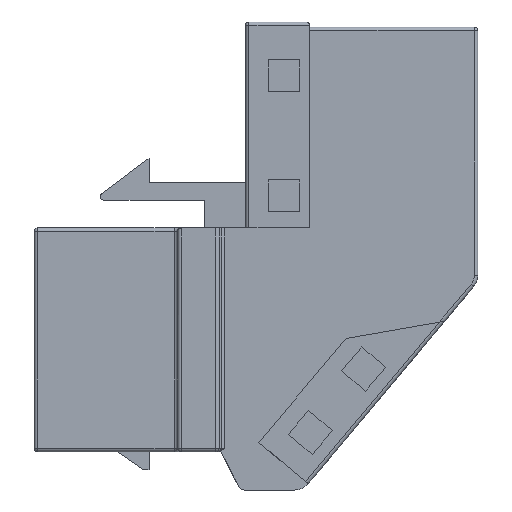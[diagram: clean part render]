
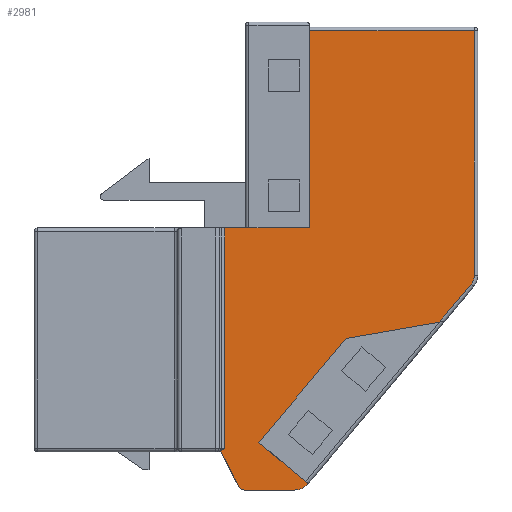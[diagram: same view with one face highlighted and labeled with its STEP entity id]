
A CAD part, left-side view. The second image highlights one B-rep face of the part: STEP entity #2981.
In plain terms, the highlighted planar face has unit normal (-1, 0, 0).
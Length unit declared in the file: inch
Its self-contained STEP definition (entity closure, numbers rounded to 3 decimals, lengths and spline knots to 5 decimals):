
#190 = AXIS2_PLACEMENT_3D ( 'NONE', #4824, #4871, #4990 ) ;
#207 = AXIS2_PLACEMENT_3D ( 'NONE', #7563, #7537, #7515 ) ;
#1393 = CARTESIAN_POINT ( 'NONE',  ( -0.385, -1.18579, -0.92077 ) ) ;
#1465 = DIRECTION ( 'NONE',  ( 0., -0.766, -0.643 ) ) ;
#1576 = DIRECTION ( 'NONE',  ( -1., 0., 0. ) ) ;
#1680 = CARTESIAN_POINT ( 'NONE',  ( -0.385, -1.48208, 0.94754 ) ) ;
#1699 = DIRECTION ( 'NONE',  ( 0., 0., -1. ) ) ;
#1778 = DIRECTION ( 'NONE',  ( 0., 0.643, -0.766 ) ) ;
#1793 = CARTESIAN_POINT ( 'NONE',  ( -0.385, -0.39924, -0.4115 ) ) ;
#1999 = ORIENTED_EDGE ( 'NONE', *, *, #7992, .F. ) ;
#2059 = ORIENTED_EDGE ( 'NONE', *, *, #8005, .T. ) ;
#2067 = ORIENTED_EDGE ( 'NONE', *, *, #7994, .T. ) ;
#2103 = ORIENTED_EDGE ( 'NONE', *, *, #8013, .F. ) ;
#2109 = ORIENTED_EDGE ( 'NONE', *, *, #8007, .T. ) ;
#2115 = ORIENTED_EDGE ( 'NONE', *, *, #8006, .T. ) ;
#2123 = ORIENTED_EDGE ( 'NONE', *, *, #7999, .T. ) ;
#2169 = ORIENTED_EDGE ( 'NONE', *, *, #7993, .T. ) ;
#2173 = ORIENTED_EDGE ( 'NONE', *, *, #2470, .F. ) ;
#2186 = ORIENTED_EDGE ( 'NONE', *, *, #2479, .F. ) ;
#2189 = ORIENTED_EDGE ( 'NONE', *, *, #2645, .T. ) ;
#2247 = ORIENTED_EDGE ( 'NONE', *, *, #8000, .F. ) ;
#2302 = ORIENTED_EDGE ( 'NONE', *, *, #7996, .T. ) ;
#2311 = ORIENTED_EDGE ( 'NONE', *, *, #8024, .T. ) ;
#2314 = ORIENTED_EDGE ( 'NONE', *, *, #8001, .T. ) ;
#2319 = ORIENTED_EDGE ( 'NONE', *, *, #2522, .T. ) ;
#2470 = EDGE_CURVE ( 'NONE', #5604, #7890, #4130, .T. ) ;
#2479 = EDGE_CURVE ( 'NONE', #7890, #7889, #4136, .T. ) ;
#2522 = EDGE_CURVE ( 'NONE', #7739, #3597, #4208, .T. ) ;
#2645 = EDGE_CURVE ( 'NONE', #7775, #7889, #4605, .T. ) ;
#2981 = ADVANCED_FACE ( 'NONE', ( #5976 ), #4914, .F. ) ;
#3537 = VERTEX_POINT ( 'NONE', #4917 ) ;
#3597 = VERTEX_POINT ( 'NONE', #4903 ) ;
#3668 = VERTEX_POINT ( 'NONE', #5175 ) ;
#3677 = VERTEX_POINT ( 'NONE', #5169 ) ;
#4051 = AXIS2_PLACEMENT_3D ( 'NONE', #7037, #6900, #6353 ) ;
#4056 = AXIS2_PLACEMENT_3D ( 'NONE', #1793, #1576, #1699 ) ;
#4130 = LINE ( 'NONE', #1680, #4132 ) ;
#4132 = VECTOR ( 'NONE', #1778, 39.37008 ) ;
#4136 = LINE ( 'NONE', #1393, #4138 ) ;
#4138 = VECTOR ( 'NONE', #1465, 39.37008 ) ;
#4208 = CIRCLE ( 'NONE', #4056, 0.02 ) ;
#4605 = CIRCLE ( 'NONE', #4051, 0.05 ) ;
#4646 = CARTESIAN_POINT ( 'NONE',  ( -0.385, -0.34221, -0.3115 ) ) ;
#4772 = CARTESIAN_POINT ( 'NONE',  ( -0.385, -1.04964, 0.15993 ) ) ;
#4784 = CARTESIAN_POINT ( 'NONE',  ( -0.385, -1.059, 0.8885 ) ) ;
#4815 = CARTESIAN_POINT ( 'NONE',  ( -0.385, -0.401, 0.3215 ) ) ;
#4824 = CARTESIAN_POINT ( 'NONE',  ( -0.385, -2.22817, 0.3215 ) ) ;
#4842 = CARTESIAN_POINT ( 'NONE',  ( -0.385, -0.95821, 0.05097 ) ) ;
#4871 = DIRECTION ( 'NONE',  ( 1., 0., 0. ) ) ;
#4878 = CARTESIAN_POINT ( 'NONE',  ( -0.385, -0.4397, -0.29472 ) ) ;
#4884 = CARTESIAN_POINT ( 'NONE',  ( -0.385, -0.586, 0.3215 ) ) ;
#4903 = CARTESIAN_POINT ( 'NONE',  ( -0.385, -0.39924, -0.4315 ) ) ;
#4914 = PLANE ( 'NONE',  #190 ) ;
#4917 = CARTESIAN_POINT ( 'NONE',  ( -0.385, -1.059, 0.18564 ) ) ;
#4939 = CARTESIAN_POINT ( 'NONE',  ( -0.385, -0.58142, -0.41364 ) ) ;
#4990 = DIRECTION ( 'NONE',  ( 0., 0., -1. ) ) ;
#5034 = CARTESIAN_POINT ( 'NONE',  ( -0.385, -0.38142, -0.42057 ) ) ;
#5123 = CARTESIAN_POINT ( 'NONE',  ( -0.385, -0.54311, -0.4315 ) ) ;
#5149 = CARTESIAN_POINT ( 'NONE',  ( -0.385, -0.69038, 0.00403 ) ) ;
#5169 = CARTESIAN_POINT ( 'NONE',  ( -0.385, -0.33009, -0.31971 ) ) ;
#5175 = CARTESIAN_POINT ( 'NONE',  ( -0.385, -0.34221, 0.3215 ) ) ;
#5178 = CARTESIAN_POINT ( 'NONE',  ( -0.385, -0.586, 0.8885 ) ) ;
#5547 = VERTEX_POINT ( 'NONE', #4772 ) ;
#5599 = VERTEX_POINT ( 'NONE', #4646 ) ;
#5604 = VERTEX_POINT ( 'NONE', #5149 ) ;
#5683 = VERTEX_POINT ( 'NONE', #4815 ) ;
#5685 = VERTEX_POINT ( 'NONE', #4784 ) ;
#5784 = VECTOR ( 'NONE', #7500, 39.37008 ) ;
#5785 = LINE ( 'NONE', #7520, #5784 ) ;
#5795 = VECTOR ( 'NONE', #7457, 39.37008 ) ;
#5796 = CIRCLE ( 'NONE', #207, 0.04 ) ;
#5797 = VECTOR ( 'NONE', #7614, 39.37008 ) ;
#5798 = LINE ( 'NONE', #7431, #5795 ) ;
#5800 = LINE ( 'NONE', #7580, #5797 ) ;
#5805 = VECTOR ( 'NONE', #7321, 39.37008 ) ;
#5807 = VECTOR ( 'NONE', #7319, 39.37008 ) ;
#5808 = LINE ( 'NONE', #7619, #5805 ) ;
#5809 = VECTOR ( 'NONE', #7514, 39.37008 ) ;
#5810 = LINE ( 'NONE', #7512, #5807 ) ;
#5815 = VECTOR ( 'NONE', #7631, 39.37008 ) ;
#5818 = LINE ( 'NONE', #7634, #5815 ) ;
#5819 = VECTOR ( 'NONE', #7637, 39.37008 ) ;
#5821 = VECTOR ( 'NONE', #7213, 39.37008 ) ;
#5822 = LINE ( 'NONE', #7443, #5819 ) ;
#5823 = VECTOR ( 'NONE', #7391, 39.37008 ) ;
#5824 = LINE ( 'NONE', #7646, #5821 ) ;
#5826 = LINE ( 'NONE', #7427, #5823 ) ;
#5834 = LINE ( 'NONE', #7584, #5809 ) ;
#5976 = FACE_OUTER_BOUND ( 'NONE', #7117, .T. ) ;
#6353 = DIRECTION ( 'NONE',  ( 0., 0., -1. ) ) ;
#6900 = DIRECTION ( 'NONE',  ( -1., 0., 0. ) ) ;
#7037 = CARTESIAN_POINT ( 'NONE',  ( -0.385, -0.54311, -0.3815 ) ) ;
#7117 = EDGE_LOOP ( 'NONE', ( #2103, #2115, #2109, #2067, #2059, #1999, #2247, #2302, #2123, #2311, #2314, #2319, #2169, #2189, #2186, #2173 ) ) ;
#7188 = CARTESIAN_POINT ( 'NONE',  ( -0.385, -0.33843, -0.31459 ) ) ;
#7213 = DIRECTION ( 'NONE',  ( 0., -1., 0. ) ) ;
#7319 = DIRECTION ( 'NONE',  ( 0., -1., 0. ) ) ;
#7321 = DIRECTION ( 'NONE',  ( 0., -0.454, -0.891 ) ) ;
#7391 = DIRECTION ( 'NONE',  ( 0., 0., 1. ) ) ;
#7427 = CARTESIAN_POINT ( 'NONE',  ( -0.385, -0.586, 0.3215 ) ) ;
#7431 = CARTESIAN_POINT ( 'NONE',  ( -0.385, -1.61614, 0.83505 ) ) ;
#7443 = CARTESIAN_POINT ( 'NONE',  ( -0.385, -1.059, 0.3215 ) ) ;
#7444 = CARTESIAN_POINT ( 'NONE',  ( -0.385, -0.33463, -0.31772 ) ) ;
#7457 = DIRECTION ( 'NONE',  ( 0., -0.643, 0.766 ) ) ;
#7464 = CARTESIAN_POINT ( 'NONE',  ( -0.385, -0.33009, -0.31971 ) ) ;
#7500 = DIRECTION ( 'NONE',  ( 0., 0.985, -0.173 ) ) ;
#7512 = CARTESIAN_POINT ( 'NONE',  ( -0.385, -2.22817, 0.3215 ) ) ;
#7514 = DIRECTION ( 'NONE',  ( 0., 0., -1. ) ) ;
#7515 = DIRECTION ( 'NONE',  ( 0., 0., -1. ) ) ;
#7520 = CARTESIAN_POINT ( 'NONE',  ( -0.385, -2.23633, 0.27493 ) ) ;
#7537 = DIRECTION ( 'NONE',  ( -1., 0., 0. ) ) ;
#7563 = CARTESIAN_POINT ( 'NONE',  ( -0.385, -1.019, 0.18564 ) ) ;
#7580 = CARTESIAN_POINT ( 'NONE',  ( -0.385, -2.22817, 0.8885 ) ) ;
#7584 = CARTESIAN_POINT ( 'NONE',  ( -0.385, -0.34221, 0.3215 ) ) ;
#7614 = DIRECTION ( 'NONE',  ( 0., 1., 0. ) ) ;
#7619 = CARTESIAN_POINT ( 'NONE',  ( -0.385, -0.331, -0.3215 ) ) ;
#7631 = DIRECTION ( 'NONE',  ( 0., 1., 0. ) ) ;
#7634 = CARTESIAN_POINT ( 'NONE',  ( -0.385, -2.22817, 0.3215 ) ) ;
#7637 = DIRECTION ( 'NONE',  ( 0., 0., 1. ) ) ;
#7646 = CARTESIAN_POINT ( 'NONE',  ( -0.385, -0.39924, -0.4315 ) ) ;
#7681 = CARTESIAN_POINT ( 'NONE',  ( -0.385, -0.34221, -0.3115 ) ) ;
#7739 = VERTEX_POINT ( 'NONE', #5034 ) ;
#7775 = VERTEX_POINT ( 'NONE', #5123 ) ;
#7871 = VERTEX_POINT ( 'NONE', #5178 ) ;
#7883 = VERTEX_POINT ( 'NONE', #4842 ) ;
#7889 = VERTEX_POINT ( 'NONE', #4939 ) ;
#7890 = VERTEX_POINT ( 'NONE', #4878 ) ;
#7914 = VERTEX_POINT ( 'NONE', #4884 ) ;
#7992 = EDGE_CURVE ( 'NONE', #7914, #7871, #5826, .T. ) ;
#7993 = EDGE_CURVE ( 'NONE', #3597, #7775, #5824, .T. ) ;
#7994 = EDGE_CURVE ( 'NONE', #3537, #5685, #5822, .T. ) ;
#7996 = EDGE_CURVE ( 'NONE', #5683, #3668, #5818, .T. ) ;
#7999 = EDGE_CURVE ( 'NONE', #3668, #5599, #5834, .T. ) ;
#8000 = EDGE_CURVE ( 'NONE', #5683, #7914, #5810, .T. ) ;
#8001 = EDGE_CURVE ( 'NONE', #3677, #7739, #5808, .T. ) ;
#8005 = EDGE_CURVE ( 'NONE', #5685, #7871, #5800, .T. ) ;
#8006 = EDGE_CURVE ( 'NONE', #7883, #5547, #5798, .T. ) ;
#8007 = EDGE_CURVE ( 'NONE', #5547, #3537, #5796, .T. ) ;
#8013 = EDGE_CURVE ( 'NONE', #7883, #5604, #5785, .T. ) ;
#8024 = EDGE_CURVE ( 'NONE', #5599, #3677, #8066, .T. ) ;
#8066 = B_SPLINE_CURVE_WITH_KNOTS ( 'NONE', 3,
 ( #7681, #7188, #7444, #7464 ),
 .UNSPECIFIED., .F., .F.,
 ( 4, 4 ),
 ( 0., 0.00037 ),
 .UNSPECIFIED. ) ;
